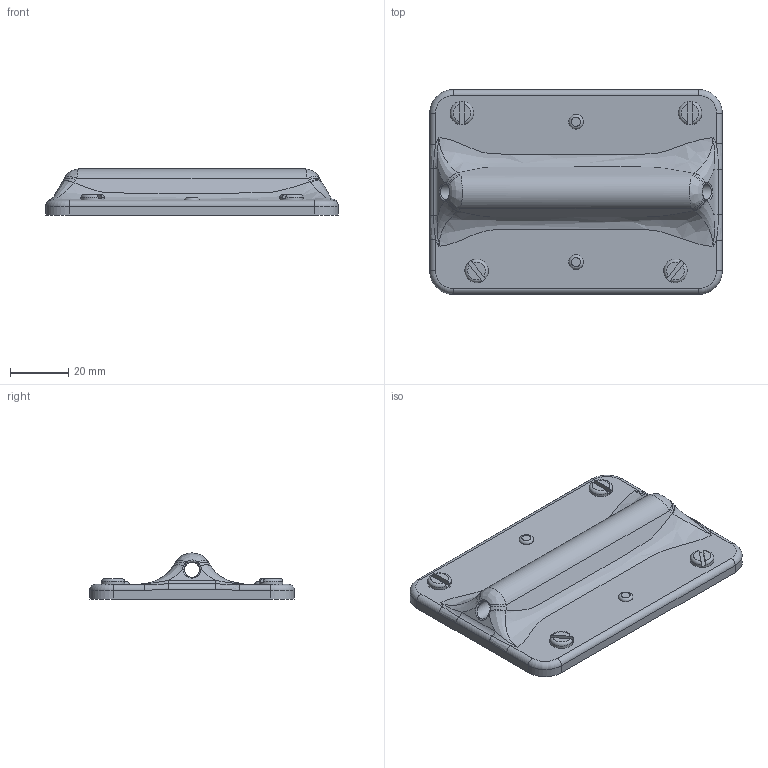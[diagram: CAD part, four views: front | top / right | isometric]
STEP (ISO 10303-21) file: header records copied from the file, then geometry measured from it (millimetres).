
FILE_DESCRIPTION(/* description */ ('','CAx-IF Rec.Pracs.---Representation and Presentation of Product Manufacturing Information (PMI)---4.0---2014-10-13'),/* implementation_level */ '2;1');
FILE_NAME(/* name */ 'Handel.stp',/* time_stamp */ '2021-05-06T06:58:25+02:00',/* author */ ('Mikes'),/* organization */ (''),/* preprocessor_version */ 'ST-DEVELOPER v18.1',/* originating_system */ 'Autodesk Inventor 2021',/* authorisation */ '');
FILE_SCHEMA (('AP242_MANAGED_MODEL_BASED_3D_ENGINEERING_MIM_LF { 1 0 10303 442 1 1 4 }'));
Length unit declared in the file: millimetre
Products named in the file (1): Handel
Bounding box: 100 x 70 x 15.75 mm (x, y, z)
Volume: 46483.9 mm3; surface area: 17895.3 mm2
Topology: 1 solids, 1 shells, 117 faces, 345 edges, 273 vertices
Faces by surface type: bspline 48, plane 33, cylinder 22, torus 14
Full cylindrical faces by diameter (mm): 5 x2, 5.2 x1, 8 x4
Entity records: 7606 total; most frequent: CARTESIAN_POINT 4724, ORIENTED_EDGE 574, DIRECTION 483, EDGE_CURVE 287, AXIS2_PLACEMENT_3D 206, VERTEX_POINT 176, EDGE_LOOP 123, FACE_OUTER_BOUND 117
